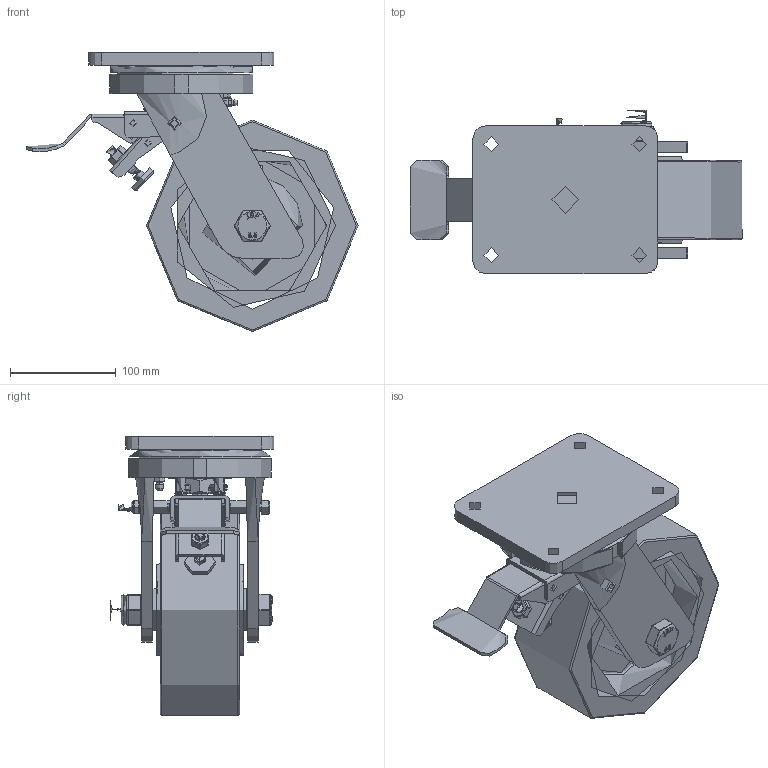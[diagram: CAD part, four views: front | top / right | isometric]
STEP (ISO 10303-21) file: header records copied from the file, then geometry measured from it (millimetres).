
FILE_DESCRIPTION(/* description */ (''),/* implementation_level */ '2;1');
FILE_NAME(/* name */ 'BZQ200PTBJSWB.step',/* time_stamp */ '2025-06-12T10:17:03+01:00',/* author */ (''),/* organization */ (''),/* preprocessor_version */ 'ST-DEVELOPER v20.1',/* originating_system */ 'Autodesk Translation Framework v14.10.0.0',/* authorisation */ '');
FILE_SCHEMA (('AUTOMOTIVE_DESIGN { 1 0 10303 214 3 1 1 }'));
Products named in the file (44): BZQ200PTBJSWB; BZQ200ASSWB v1; FABRICATED STEEL TOP PLATE; TOP PLATE; TOP PLATE Geometry; nut; FABRICATED STEEL FORKS; FABRICATED STEEL FORKS Geometry; GREASE NIPPLE; FABRICATED STEEL BRAKE; BRAKE PART 1; BRAKE PEDAL; BRAKE PART 2; BRAKE PART 3; BOLT; CONNECTOR; NUT2; BOLTS; SPRINGS; Component4; Component6; Component5; NUT3; BZXPH200WPTBJM30 v1; POLYURETHANE TYRE; CAST IRON CENTRE; BEARING6206; Pattern; BEARING6206 (1); Pattern (1); Component1; OUTTER; INNER; MIDDLE; RUBBER; BEARING SPACER; TH30X3.5X20 v1; ZINC PLATED HEADED SPACER; TH30X3.5X20 v1 (1); ZINC PLATED HEADED SPACER (1) ...
Assembly tree (65 placements, depth 5):
  BZQ200PTBJSWB
    BZQ200ASSWB v1
      FABRICATED STEEL TOP PLATE
        TOP PLATE
          TOP PLATE Geometry
          nut
      FABRICATED STEEL FORKS
        FABRICATED STEEL FORKS Geometry
        GREASE NIPPLE
      FABRICATED STEEL BRAKE
        BRAKE PART 1
        BRAKE PEDAL
        BRAKE PART 2
        BRAKE PART 3
        BOLT
        CONNECTOR
        NUT2
        NUT3  x2
        BOLTS
        SPRINGS
        Component4
        Component6
        Component5
    BZXPH200WPTBJM30 v1
      POLYURETHANE TYRE
      CAST IRON CENTRE
      BEARING6206
        OUTTER
        INNER
        Pattern
          Component1  x9
        MIDDLE
        RUBBER
      BEARING6206 (1)
        Pattern (1)
          Component1  x9
        OUTTER
        INNER
        MIDDLE
        RUBBER
      BEARING SPACER
    TH30X3.5X20 v1
      ZINC PLATED HEADED SPACER
    TH30X3.5X20 v1 (1)
      ZINC PLATED HEADED SPACER (1)
    BOLTM20X140Z8.8 v2
      GRADE 8.8 ZINC PLATED BOLT
    NM20NYTHINZ v1
      NM20NYTHINZ
Bounding box: 314 x 155 x 264 mm (x, y, z)
Volume: 2771885.5 mm3; surface area: 558944.9 mm2
Topology: 58 solids, 58 shells, 1437 faces, 3640 edges, 2322 vertices
Faces by surface type: plane 500, cylinder 468, bspline 258, sphere 129, torus 59, cone 23
Full cylindrical faces by diameter (mm): 6 x39, 7 x1, 8 x43, 10 x4, 12 x5, 13 x1, 14.2 x4, 16.938 x20, 19.791 x21, 20 x2, 20.5 x4, 25.5 x1, 26 x2, 28.5 x1, 29 x1, 29.8 x2, 30 x4, 34 x1, 38.21 x2, 40 x2, 40.36 x8, 41.36 x4, 42.76 x4, 43.975 x2, 51.1 x4, 52 x1, 52.5 x4, 52.975 x2, 54 x4, 54.06 x4
Entity records: 91570 total; most frequent: CARTESIAN_POINT 63842, ORIENTED_EDGE 5716, DIRECTION 5189, EDGE_CURVE 2858, AXIS2_PLACEMENT_3D 1965, VERTEX_POINT 1834, EDGE_LOOP 1304, LINE 1259
